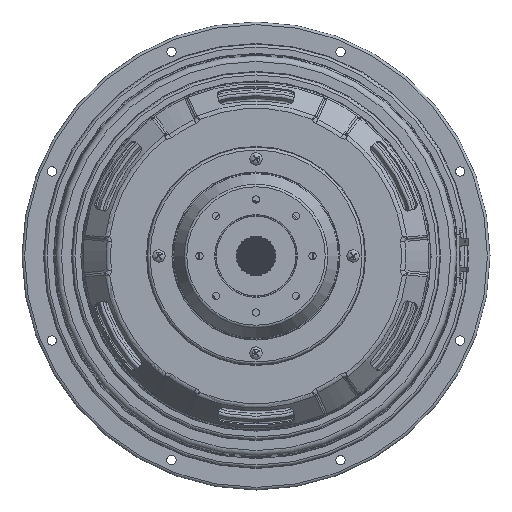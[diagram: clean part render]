
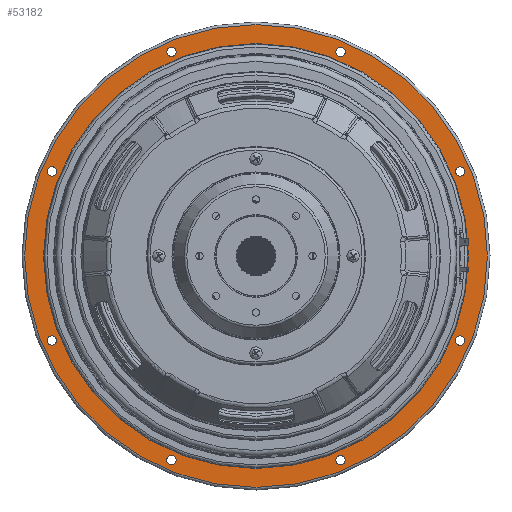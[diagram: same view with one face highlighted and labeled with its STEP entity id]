
A CAD part, front view. The second image highlights one B-rep face of the part: STEP entity #53182.
In plain terms, the highlighted planar face has unit normal (0, -1, 0).
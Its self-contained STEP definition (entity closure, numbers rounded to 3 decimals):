
#5 = CARTESIAN_POINT ( 'NONE',  ( -58.359, 44.113, -140.892 ) ) ;
#402 = AXIS2_PLACEMENT_3D ( 'NONE', #54241, #4005, #26381 ) ;
#944 = CIRCLE ( 'NONE', #41968, 3.25 ) ;
#1145 = EDGE_LOOP ( 'NONE', ( #49148 ) ) ;
#1449 = DIRECTION ( 'NONE',  ( 0., 0., -1. ) ) ;
#2731 = DIRECTION ( 'NONE',  ( 0., -1., 0. ) ) ;
#3771 = CARTESIAN_POINT ( 'NONE',  ( -144.142, 44.113, -58.359 ) ) ;
#3803 = CIRCLE ( 'NONE', #44805, 159.7 ) ;
#4005 = DIRECTION ( 'NONE',  ( 0., 1., 0. ) ) ;
#4683 = VERTEX_POINT ( 'NONE', #27050 ) ;
#4899 = FACE_BOUND ( 'NONE', #24142, .T. ) ;
#5226 = DIRECTION ( 'NONE',  ( 0., 0., 1. ) ) ;
#5265 = DIRECTION ( 'NONE',  ( 0., 0., 1. ) ) ;
#5852 = CARTESIAN_POINT ( 'NONE',  ( -58.359, 44.113, 144.142 ) ) ;
#6414 = EDGE_LOOP ( 'NONE', ( #36535 ) ) ;
#8021 = CARTESIAN_POINT ( 'NONE',  ( 144.142, 44.113, 58.359 ) ) ;
#8022 = CARTESIAN_POINT ( 'NONE',  ( 140.892, 44.113, 58.359 ) ) ;
#8750 = CARTESIAN_POINT ( 'NONE',  ( 0., 44.113, 159.7 ) ) ;
#9630 = CIRCLE ( 'NONE', #50624, 146.66 ) ;
#10182 = CIRCLE ( 'NONE', #51155, 3.25 ) ;
#10786 = PLANE ( 'NONE',  #65290 ) ;
#11844 = DIRECTION ( 'NONE',  ( 0., 0., 1. ) ) ;
#11861 = ORIENTED_EDGE ( 'NONE', *, *, #39051, .T. ) ;
#11930 = CIRCLE ( 'NONE', #52875, 3.25 ) ;
#13165 = EDGE_CURVE ( 'NONE', #56082, #56082, #67582, .T. ) ;
#15721 = EDGE_LOOP ( 'NONE', ( #11861 ) ) ;
#16287 = FACE_BOUND ( 'NONE', #47969, .T. ) ;
#16439 = ORIENTED_EDGE ( 'NONE', *, *, #13165, .T. ) ;
#16535 = DIRECTION ( 'NONE',  ( 0.707, 0., -0.707 ) ) ;
#18179 = DIRECTION ( 'NONE',  ( 0.707, 0., 0.707 ) ) ;
#18950 = ORIENTED_EDGE ( 'NONE', *, *, #72331, .T. ) ;
#19907 = DIRECTION ( 'NONE',  ( 0., 1., 0. ) ) ;
#20011 = ORIENTED_EDGE ( 'NONE', *, *, #28947, .T. ) ;
#21777 = FACE_BOUND ( 'NONE', #56085, .T. ) ;
#22292 = VERTEX_POINT ( 'NONE', #44662 ) ;
#22412 = DIRECTION ( 'NONE',  ( 0., 1., 0. ) ) ;
#23523 = AXIS2_PLACEMENT_3D ( 'NONE', #70187, #19907, #42289 ) ;
#24142 = EDGE_LOOP ( 'NONE', ( #47010 ) ) ;
#25130 = DIRECTION ( 'NONE',  ( 0., 0., 1. ) ) ;
#26381 = DIRECTION ( 'NONE',  ( -0.707, 0., 0.707 ) ) ;
#27050 = CARTESIAN_POINT ( 'NONE',  ( -60.657, 44.113, -143.19 ) ) ;
#27272 = FACE_BOUND ( 'NONE', #46236, .T. ) ;
#27424 = VERTEX_POINT ( 'NONE', #49799 ) ;
#28865 = VERTEX_POINT ( 'NONE', #51224 ) ;
#28947 = EDGE_CURVE ( 'NONE', #58255, #58255, #944, .T. ) ;
#29321 = CARTESIAN_POINT ( 'NONE',  ( 58.359, 44.113, -140.892 ) ) ;
#30313 = ORIENTED_EDGE ( 'NONE', *, *, #45416, .T. ) ;
#30389 = DIRECTION ( 'NONE',  ( 0., 1., 0. ) ) ;
#31840 = VERTEX_POINT ( 'NONE', #54181 ) ;
#32059 = CIRCLE ( 'NONE', #402, 3.25 ) ;
#32322 = EDGE_CURVE ( 'NONE', #58981, #58981, #3803, .T. ) ;
#33046 = CARTESIAN_POINT ( 'NONE',  ( 140.892, 44.113, -58.359 ) ) ;
#33106 = CARTESIAN_POINT ( 'NONE',  ( 0., 44.113, 0. ) ) ;
#33148 = CARTESIAN_POINT ( 'NONE',  ( 146.11, 44.113, 0. ) ) ;
#33507 = EDGE_CURVE ( 'NONE', #47976, #47976, #32059, .T. ) ;
#33999 = ORIENTED_EDGE ( 'NONE', *, *, #52082, .T. ) ;
#35306 = AXIS2_PLACEMENT_3D ( 'NONE', #5, #22412, #44778 ) ;
#35922 = AXIS2_PLACEMENT_3D ( 'NONE', #39719, #62092, #11844 ) ;
#36535 = ORIENTED_EDGE ( 'NONE', *, *, #33507, .T. ) ;
#38109 = AXIS2_PLACEMENT_3D ( 'NONE', #46044, #68442, #18179 ) ;
#38650 = FACE_BOUND ( 'NONE', #1145, .T. ) ;
#39051 = EDGE_CURVE ( 'NONE', #31840, #31840, #11930, .T. ) ;
#39719 = CARTESIAN_POINT ( 'NONE',  ( -58.359, 44.113, 140.892 ) ) ;
#40402 = ORIENTED_EDGE ( 'NONE', *, *, #32322, .T. ) ;
#41968 = AXIS2_PLACEMENT_3D ( 'NONE', #8022, #30389, #52740 ) ;
#42289 = DIRECTION ( 'NONE',  ( -1., 0., 0. ) ) ;
#44142 = FACE_BOUND ( 'NONE', #72210, .T. ) ;
#44662 = CARTESIAN_POINT ( 'NONE',  ( 58.359, 44.113, -144.142 ) ) ;
#44778 = DIRECTION ( 'NONE',  ( -0.707, 0., -0.707 ) ) ;
#44805 = AXIS2_PLACEMENT_3D ( 'NONE', #52975, #2731, #25130 ) ;
#45416 = EDGE_CURVE ( 'NONE', #4683, #4683, #66978, .T. ) ;
#46044 = CARTESIAN_POINT ( 'NONE',  ( 58.359, 44.113, 140.892 ) ) ;
#46236 = EDGE_LOOP ( 'NONE', ( #20011 ) ) ;
#47010 = ORIENTED_EDGE ( 'NONE', *, *, #59458, .T. ) ;
#47969 = EDGE_LOOP ( 'NONE', ( #16439 ) ) ;
#47976 = VERTEX_POINT ( 'NONE', #70378 ) ;
#48541 = EDGE_CURVE ( 'NONE', #27424, #27424, #9630, .T. ) ;
#49148 = ORIENTED_EDGE ( 'NONE', *, *, #48541, .T. ) ;
#49644 = FACE_BOUND ( 'NONE', #15721, .T. ) ;
#49799 = CARTESIAN_POINT ( 'NONE',  ( 0., 44.113, 146.66 ) ) ;
#50347 = EDGE_LOOP ( 'NONE', ( #40402 ) ) ;
#50624 = AXIS2_PLACEMENT_3D ( 'NONE', #33106, #55466, #5226 ) ;
#51155 = AXIS2_PLACEMENT_3D ( 'NONE', #29321, #51684, #1449 ) ;
#51224 = CARTESIAN_POINT ( 'NONE',  ( 60.657, 44.113, 143.19 ) ) ;
#51684 = DIRECTION ( 'NONE',  ( 0., 1., 0. ) ) ;
#52082 = EDGE_CURVE ( 'NONE', #22292, #22292, #10182, .T. ) ;
#52740 = DIRECTION ( 'NONE',  ( 1., 0., 0. ) ) ;
#52875 = AXIS2_PLACEMENT_3D ( 'NONE', #33046, #66786, #16535 ) ;
#52975 = CARTESIAN_POINT ( 'NONE',  ( 0., 44.113, 0. ) ) ;
#53182 = ADVANCED_FACE ( 'NONE', ( #4899, #27272, #49644, #72050, #21777, #44142, #66533, #16287, #38650, #61026 ), #10786, .F. ) ;
#54000 = VERTEX_POINT ( 'NONE', #3771 ) ;
#54181 = CARTESIAN_POINT ( 'NONE',  ( 143.19, 44.113, -60.657 ) ) ;
#54241 = CARTESIAN_POINT ( 'NONE',  ( -140.892, 44.113, 58.359 ) ) ;
#55137 = CIRCLE ( 'NONE', #23523, 3.25 ) ;
#55466 = DIRECTION ( 'NONE',  ( 0., 1., 0. ) ) ;
#55507 = DIRECTION ( 'NONE',  ( 0., 1., 0. ) ) ;
#56082 = VERTEX_POINT ( 'NONE', #5852 ) ;
#56085 = EDGE_LOOP ( 'NONE', ( #30313 ) ) ;
#57473 = EDGE_LOOP ( 'NONE', ( #33999 ) ) ;
#58255 = VERTEX_POINT ( 'NONE', #8021 ) ;
#58981 = VERTEX_POINT ( 'NONE', #8750 ) ;
#59458 = EDGE_CURVE ( 'NONE', #28865, #28865, #69753, .T. ) ;
#61026 = FACE_OUTER_BOUND ( 'NONE', #50347, .T. ) ;
#62092 = DIRECTION ( 'NONE',  ( 0., 1., 0. ) ) ;
#65290 = AXIS2_PLACEMENT_3D ( 'NONE', #33148, #55507, #5265 ) ;
#66533 = FACE_BOUND ( 'NONE', #6414, .T. ) ;
#66786 = DIRECTION ( 'NONE',  ( 0., 1., 0. ) ) ;
#66978 = CIRCLE ( 'NONE', #35306, 3.25 ) ;
#67582 = CIRCLE ( 'NONE', #35922, 3.25 ) ;
#68442 = DIRECTION ( 'NONE',  ( 0., 1., 0. ) ) ;
#69753 = CIRCLE ( 'NONE', #38109, 3.25 ) ;
#70187 = CARTESIAN_POINT ( 'NONE',  ( -140.892, 44.113, -58.359 ) ) ;
#70378 = CARTESIAN_POINT ( 'NONE',  ( -143.19, 44.113, 60.657 ) ) ;
#72050 = FACE_BOUND ( 'NONE', #57473, .T. ) ;
#72210 = EDGE_LOOP ( 'NONE', ( #18950 ) ) ;
#72331 = EDGE_CURVE ( 'NONE', #54000, #54000, #55137, .T. ) ;
